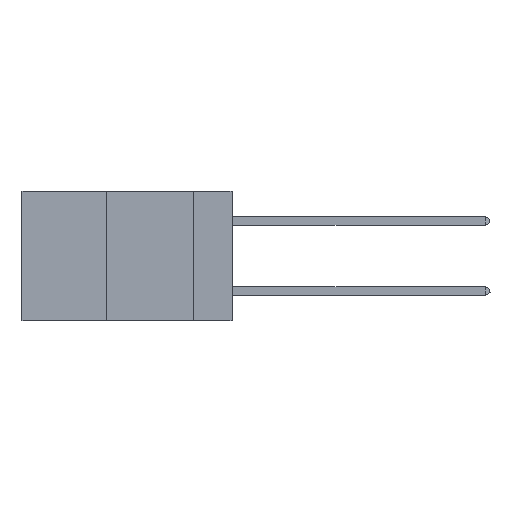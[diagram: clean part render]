
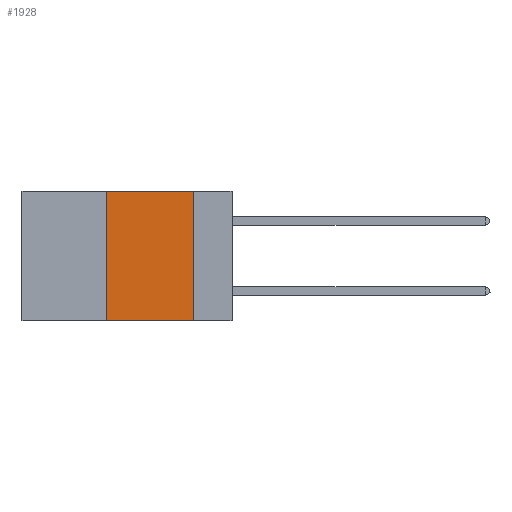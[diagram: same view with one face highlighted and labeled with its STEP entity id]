
A CAD part, left-side view. The second image highlights one B-rep face of the part: STEP entity #1928.
In plain terms, the highlighted planar face has unit normal (-1, 0, 0).
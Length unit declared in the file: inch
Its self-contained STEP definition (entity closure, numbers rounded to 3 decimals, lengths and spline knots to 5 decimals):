
#9 = PLANE ( 'NONE',  #11619 ) ;
#1052 = VERTEX_POINT ( 'NONE', #16658 ) ;
#1928 = ADVANCED_FACE ( 'NONE', ( #8468 ), #9, .F. ) ;
#2675 = CARTESIAN_POINT ( 'NONE',  ( 0., 0.11, 0. ) ) ;
#3347 = ORIENTED_EDGE ( 'NONE', *, *, #15697, .T. ) ;
#4745 = VECTOR ( 'NONE', #28490, 39.37008 ) ;
#5995 = DIRECTION ( 'NONE',  ( 1., 0., 0. ) ) ;
#6141 = EDGE_CURVE ( 'NONE', #23435, #15422, #27271, .T. ) ;
#6457 = CARTESIAN_POINT ( 'NONE',  ( 0., 0.36, 0. ) ) ;
#7546 = CARTESIAN_POINT ( 'NONE',  ( 0., 0.6, -0.37 ) ) ;
#7675 = CARTESIAN_POINT ( 'NONE',  ( 0., 0.6, 0. ) ) ;
#7874 = VECTOR ( 'NONE', #12165, 39.37008 ) ;
#8468 = FACE_OUTER_BOUND ( 'NONE', #12562, .T. ) ;
#9771 = VECTOR ( 'NONE', #14123, 39.37008 ) ;
#11488 = VERTEX_POINT ( 'NONE', #12635 ) ;
#11619 = AXIS2_PLACEMENT_3D ( 'NONE', #28609, #5995, #24768 ) ;
#11913 = LINE ( 'NONE', #7546, #7874 ) ;
#12165 = DIRECTION ( 'NONE',  ( 0., -1., 0. ) ) ;
#12562 = EDGE_LOOP ( 'NONE', ( #23506, #29369, #26239, #3347 ) ) ;
#12635 = CARTESIAN_POINT ( 'NONE',  ( 0., 0.11, 0. ) ) ;
#13874 = EDGE_CURVE ( 'NONE', #11488, #1052, #28386, .T. ) ;
#14123 = DIRECTION ( 'NONE',  ( 0., 0., -1. ) ) ;
#15422 = VERTEX_POINT ( 'NONE', #21195 ) ;
#15697 = EDGE_CURVE ( 'NONE', #23435, #1052, #11913, .T. ) ;
#16483 = CARTESIAN_POINT ( 'NONE',  ( 0., 0.36, -0.37 ) ) ;
#16658 = CARTESIAN_POINT ( 'NONE',  ( 0., 0.11, -0.37 ) ) ;
#19261 = DIRECTION ( 'NONE',  ( 0., 0., 1. ) ) ;
#19666 = LINE ( 'NONE', #7675, #4745 ) ;
#21195 = CARTESIAN_POINT ( 'NONE',  ( 0., 0.36, 0. ) ) ;
#22537 = VECTOR ( 'NONE', #19261, 39.37008 ) ;
#23435 = VERTEX_POINT ( 'NONE', #16483 ) ;
#23506 = ORIENTED_EDGE ( 'NONE', *, *, #13874, .F. ) ;
#24768 = DIRECTION ( 'NONE',  ( 0., 0., -1. ) ) ;
#25541 = EDGE_CURVE ( 'NONE', #15422, #11488, #19666, .T. ) ;
#26239 = ORIENTED_EDGE ( 'NONE', *, *, #6141, .F. ) ;
#27271 = LINE ( 'NONE', #6457, #22537 ) ;
#28386 = LINE ( 'NONE', #2675, #9771 ) ;
#28490 = DIRECTION ( 'NONE',  ( 0., -1., 0. ) ) ;
#28609 = CARTESIAN_POINT ( 'NONE',  ( 0., 0.6, 0. ) ) ;
#29369 = ORIENTED_EDGE ( 'NONE', *, *, #25541, .F. ) ;
